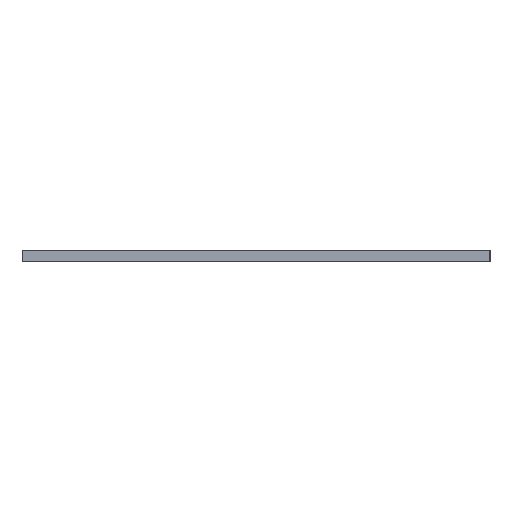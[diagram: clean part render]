
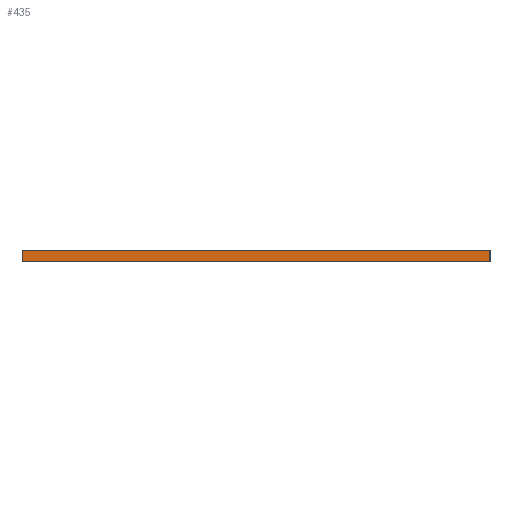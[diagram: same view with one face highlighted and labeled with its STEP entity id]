
A CAD part, left-side view. The second image highlights one B-rep face of the part: STEP entity #435.
In plain terms, the highlighted planar face has unit normal (-1, 0, 0).
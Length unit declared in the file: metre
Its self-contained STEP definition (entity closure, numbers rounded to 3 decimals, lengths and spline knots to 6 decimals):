
#435=ADVANCED_FACE('',(#1092),#1093,.T.);
#1092=FACE_OUTER_BOUND('',#1751,.T.);
#1093=PLANE('',#1752);
#1751=EDGE_LOOP('',(#2996,#2997,#2998,#2999));
#1752=AXIS2_PLACEMENT_3D('',#3000,#3001,#3002);
#2996=ORIENTED_EDGE('',*,*,#3193,.T.);
#2997=ORIENTED_EDGE('',*,*,#3546,.T.);
#2998=ORIENTED_EDGE('',*,*,#3541,.T.);
#2999=ORIENTED_EDGE('',*,*,#3547,.F.);
#3000=CARTESIAN_POINT('',(-0.435,0.0,-0.001));
#3001=DIRECTION('',(-1.0,0.0,0.0));
#3002=DIRECTION('',(0.0,0.,-1.0));
#3193=EDGE_CURVE('',#3815,#3816,#3817,.T.);
#3541=EDGE_CURVE('',#4318,#4315,#4319,.T.);
#3546=EDGE_CURVE('',#3816,#4318,#4325,.T.);
#3547=EDGE_CURVE('',#3815,#4315,#4326,.T.);
#3815=VERTEX_POINT('',#4629);
#3816=VERTEX_POINT('',#4630);
#3817=LINE('',#4631,#4632);
#4315=VERTEX_POINT('',#5241);
#4318=VERTEX_POINT('',#5245);
#4319=LINE('',#5246,#5247);
#4325=LINE('',#5256,#5257);
#4326=LINE('',#5258,#5259);
#4629=CARTESIAN_POINT('',(-0.435,-0.04,0.));
#4630=CARTESIAN_POINT('',(-0.435,0.04,0.));
#4631=CARTESIAN_POINT('',(-0.435,0.0,0.0));
#4632=VECTOR('',#5586,1.0);
#5241=CARTESIAN_POINT('',(-0.435,-0.04,-0.002));
#5245=CARTESIAN_POINT('',(-0.435,0.04,-0.002));
#5246=CARTESIAN_POINT('',(-0.435,0.0,-0.002));
#5247=VECTOR('',#6014,1.0);
#5256=CARTESIAN_POINT('',(-0.435,0.04,-0.001));
#5257=VECTOR('',#6018,1.0);
#5258=CARTESIAN_POINT('',(-0.435,-0.04,-0.001));
#5259=VECTOR('',#6019,1.0);
#5586=DIRECTION('',(0.0,1.0,0.));
#6014=DIRECTION('',(-0.0,-1.0,0.));
#6018=DIRECTION('',(0.0,0.,-1.0));
#6019=DIRECTION('',(0.0,0.,-1.0));
